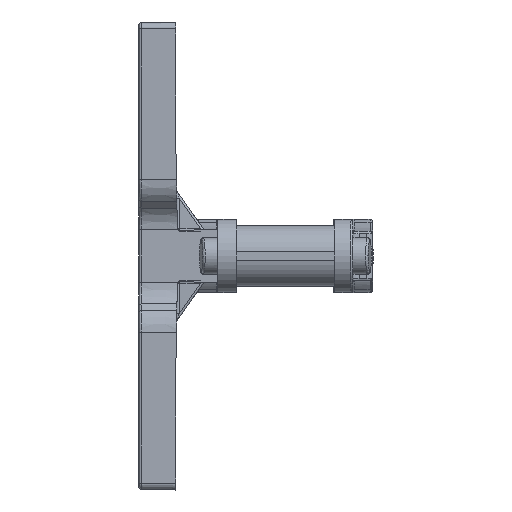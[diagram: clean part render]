
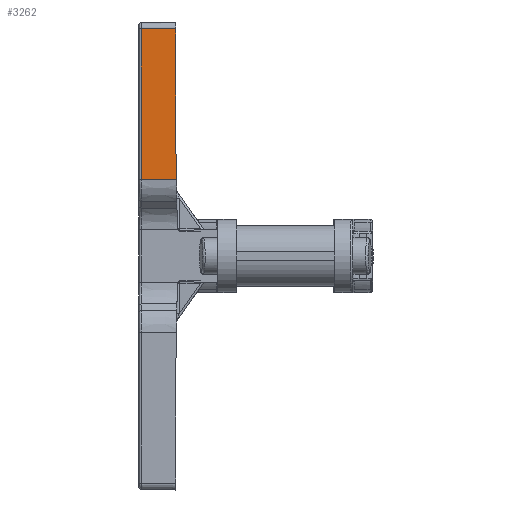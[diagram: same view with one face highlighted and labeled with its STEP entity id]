
A CAD part, left-side view. The second image highlights one B-rep face of the part: STEP entity #3262.
In plain terms, the highlighted planar face has unit normal (-1, 0.018, 0).
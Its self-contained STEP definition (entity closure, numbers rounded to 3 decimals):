
#1082 = CARTESIAN_POINT ( 'NONE',  ( 1.481, 15.741, 18.5 ) ) ;
#1429 = VERTEX_POINT ( 'NONE', #17258 ) ;
#3034 = VERTEX_POINT ( 'NONE', #19691 ) ;
#3221 = CARTESIAN_POINT ( 'NONE',  ( 1.481, 15.741, 6.217 ) ) ;
#3262 = ADVANCED_FACE ( 'NONE', ( #4381 ), #21055, .T. ) ;
#4120 = ORIENTED_EDGE ( 'NONE', *, *, #7711, .T. ) ;
#4381 = FACE_OUTER_BOUND ( 'NONE', #18680, .T. ) ;
#4975 = EDGE_CURVE ( 'NONE', #1429, #18907, #13732, .T. ) ;
#5083 = VECTOR ( 'NONE', #7144, 1000. ) ;
#5545 = CARTESIAN_POINT ( 'NONE',  ( 1.484, 15.937, 18.5 ) ) ;
#6403 = ORIENTED_EDGE ( 'NONE', *, *, #13500, .F. ) ;
#6986 = VECTOR ( 'NONE', #14122, 1000. ) ;
#7144 = DIRECTION ( 'NONE',  ( -0.017, -1., 0. ) ) ;
#7172 = ORIENTED_EDGE ( 'NONE', *, *, #20031, .T. ) ;
#7711 = EDGE_CURVE ( 'NONE', #15773, #1429, #11826, .T. ) ;
#8877 = EDGE_CURVE ( 'NONE', #18907, #3034, #19710, .T. ) ;
#9040 = DIRECTION ( 'NONE',  ( -1., 0.017, 0. ) ) ;
#9638 = CARTESIAN_POINT ( 'NONE',  ( 1.431, 12.91, 19. ) ) ;
#9835 = DIRECTION ( 'NONE',  ( 0., 0., -1. ) ) ;
#10231 = VECTOR ( 'NONE', #11755, 1000. ) ;
#11169 = CARTESIAN_POINT ( 'NONE',  ( 1.431, 12.91, 8.444 ) ) ;
#11721 = CARTESIAN_POINT ( 'NONE',  ( 1.484, 15.937, 6.217 ) ) ;
#11755 = DIRECTION ( 'NONE',  ( 0., -0.017, -1. ) ) ;
#11826 = LINE ( 'NONE', #11721, #5083 ) ;
#13056 = CARTESIAN_POINT ( 'NONE',  ( 1.431, 12.91, 16.959 ) ) ;
#13500 = EDGE_CURVE ( 'NONE', #18172, #3034, #19862, .T. ) ;
#13732 = LINE ( 'NONE', #17338, #21173 ) ;
#14122 = DIRECTION ( 'NONE',  ( 0.017, 1., 0. ) ) ;
#14494 = VECTOR ( 'NONE', #16309, 1000. ) ;
#14830 = VERTEX_POINT ( 'NONE', #1082 ) ;
#15529 = CARTESIAN_POINT ( 'NONE',  ( 1.432, 12.937, 18.5 ) ) ;
#15765 = LINE ( 'NONE', #5545, #6986 ) ;
#15773 = VERTEX_POINT ( 'NONE', #17729 ) ;
#16309 = DIRECTION ( 'NONE',  ( 0., 0., 1. ) ) ;
#16755 = VECTOR ( 'NONE', #9835, 1000. ) ;
#17258 = CARTESIAN_POINT ( 'NONE',  ( 1.43, 12.871, 6.217 ) ) ;
#17338 = CARTESIAN_POINT ( 'NONE',  ( 1.429, 12.763, 0.055 ) ) ;
#17450 = DIRECTION ( 'NONE',  ( 0., 0.017, 1. ) ) ;
#17729 = CARTESIAN_POINT ( 'NONE',  ( 1.481, 15.741, 6.217 ) ) ;
#18157 = LINE ( 'NONE', #3221, #16755 ) ;
#18172 = VERTEX_POINT ( 'NONE', #15529 ) ;
#18680 = EDGE_LOOP ( 'NONE', ( #20216, #7172, #4120, #20495, #19561, #6403 ) ) ;
#18907 = VERTEX_POINT ( 'NONE', #11169 ) ;
#19561 = ORIENTED_EDGE ( 'NONE', *, *, #8877, .T. ) ;
#19691 = CARTESIAN_POINT ( 'NONE',  ( 1.431, 12.91, 16.956 ) ) ;
#19710 = LINE ( 'NONE', #9638, #14494 ) ;
#19862 = LINE ( 'NONE', #13056, #10231 ) ;
#20031 = EDGE_CURVE ( 'NONE', #14830, #15773, #18157, .T. ) ;
#20134 = AXIS2_PLACEMENT_3D ( 'NONE', #20843, #9040, #20957 ) ;
#20216 = ORIENTED_EDGE ( 'NONE', *, *, #21240, .T. ) ;
#20495 = ORIENTED_EDGE ( 'NONE', *, *, #4975, .T. ) ;
#20843 = CARTESIAN_POINT ( 'NONE',  ( 1.484, 15.937, 0. ) ) ;
#20957 = DIRECTION ( 'NONE',  ( -0.017, -1., 0. ) ) ;
#21055 = PLANE ( 'NONE',  #20134 ) ;
#21173 = VECTOR ( 'NONE', #17450, 1000. ) ;
#21240 = EDGE_CURVE ( 'NONE', #18172, #14830, #15765, .T. ) ;
